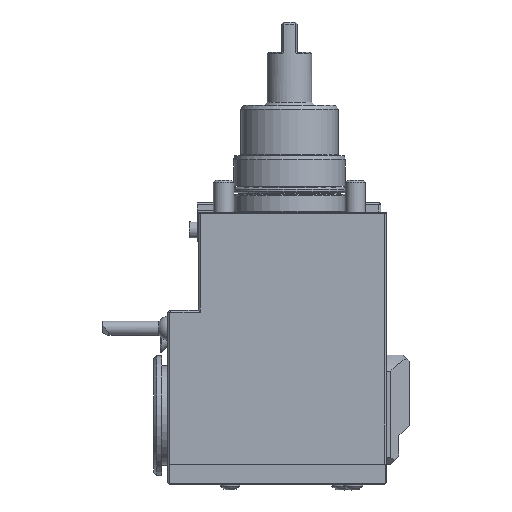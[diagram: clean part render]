
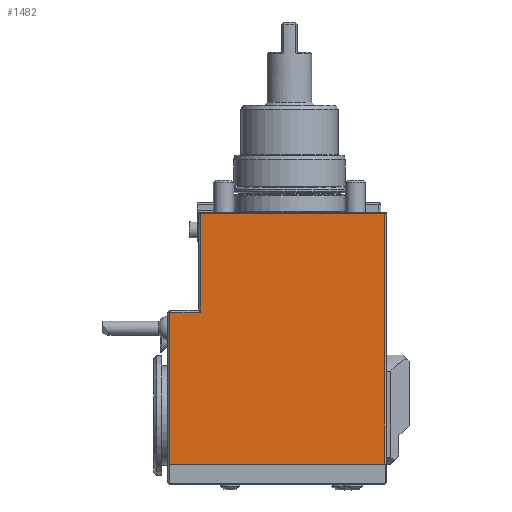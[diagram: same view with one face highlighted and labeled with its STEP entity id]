
A CAD part, front view. The second image highlights one B-rep face of the part: STEP entity #1482.
In plain terms, the highlighted planar face has unit normal (0, -1, 0).
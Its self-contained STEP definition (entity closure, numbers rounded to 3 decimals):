
#280=LINE('',#8849,#682);
#285=LINE('',#8859,#687);
#334=LINE('',#8987,#736);
#340=LINE('',#9047,#742);
#341=LINE('',#9049,#743);
#342=LINE('',#9051,#744);
#682=VECTOR('',#6466,1.);
#687=VECTOR('',#6473,1.);
#736=VECTOR('',#6576,1.);
#742=VECTOR('',#6608,1.);
#743=VECTOR('',#6609,1.);
#744=VECTOR('',#6610,1.);
#1482=ADVANCED_FACE('',(#1939),#1719,.F.);
#1719=PLANE('',#5556);
#1939=FACE_OUTER_BOUND('',#2282,.T.);
#2282=EDGE_LOOP('',(#3281,#3282,#3283,#3284,#3285,#3286));
#3281=ORIENTED_EDGE('',*,*,#4788,.T.);
#3282=ORIENTED_EDGE('',*,*,#4711,.T.);
#3283=ORIENTED_EDGE('',*,*,#4706,.T.);
#3284=ORIENTED_EDGE('',*,*,#4770,.F.);
#3285=ORIENTED_EDGE('',*,*,#4789,.T.);
#3286=ORIENTED_EDGE('',*,*,#4790,.T.);
#4102=VERTEX_POINT('',#8753);
#4129=VERTEX_POINT('',#8850);
#4132=VERTEX_POINT('',#8857);
#4177=VERTEX_POINT('',#8988);
#4190=VERTEX_POINT('',#9048);
#4191=VERTEX_POINT('',#9050);
#4706=EDGE_CURVE('',#4102,#4129,#280,.T.);
#4711=EDGE_CURVE('',#4132,#4102,#285,.T.);
#4770=EDGE_CURVE('',#4177,#4129,#334,.T.);
#4788=EDGE_CURVE('',#4190,#4132,#340,.T.);
#4789=EDGE_CURVE('',#4177,#4191,#341,.T.);
#4790=EDGE_CURVE('',#4191,#4190,#342,.T.);
#5556=AXIS2_PLACEMENT_3D('',#9052,#6611,#6612);
#6466=DIRECTION('',(0.,0.,-1.));
#6473=DIRECTION('',(-1.,0.,0.));
#6576=DIRECTION('',(-1.,0.,0.));
#6608=DIRECTION('',(0.,0.,-1.));
#6609=DIRECTION('',(0.,0.,1.));
#6610=DIRECTION('',(-1.,0.,0.));
#6611=DIRECTION('',(0.,1.,0.));
#6612=DIRECTION('',(1.,0.,0.));
#8753=CARTESIAN_POINT('',(-59.,-42.5,-49.));
#8849=CARTESIAN_POINT('',(-59.,-42.5,0.));
#8850=CARTESIAN_POINT('',(-59.,-42.5,-124.));
#8857=CARTESIAN_POINT('',(-44.,-42.5,-49.));
#8859=CARTESIAN_POINT('',(-45.,-42.5,-49.));
#8987=CARTESIAN_POINT('',(-45.,-42.5,-124.));
#8988=CARTESIAN_POINT('',(47.,-42.5,-124.));
#9047=CARTESIAN_POINT('',(-44.,-42.5,0.));
#9048=CARTESIAN_POINT('',(-44.,-42.5,-0.3));
#9049=CARTESIAN_POINT('',(47.,-42.5,0.));
#9050=CARTESIAN_POINT('',(47.,-42.5,-0.3));
#9051=CARTESIAN_POINT('',(-45.,-42.5,-0.3));
#9052=CARTESIAN_POINT('',(3.95,-42.5,-100.));
